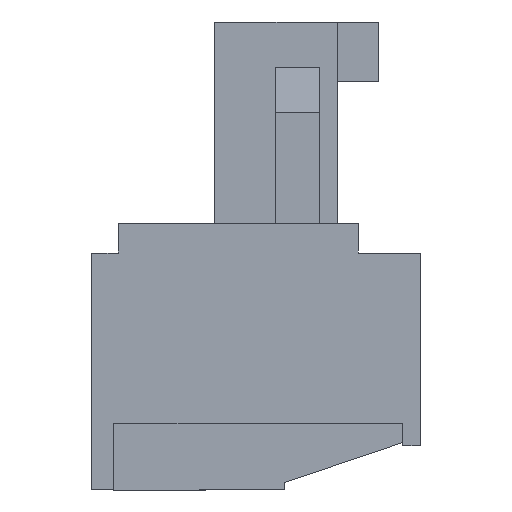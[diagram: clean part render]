
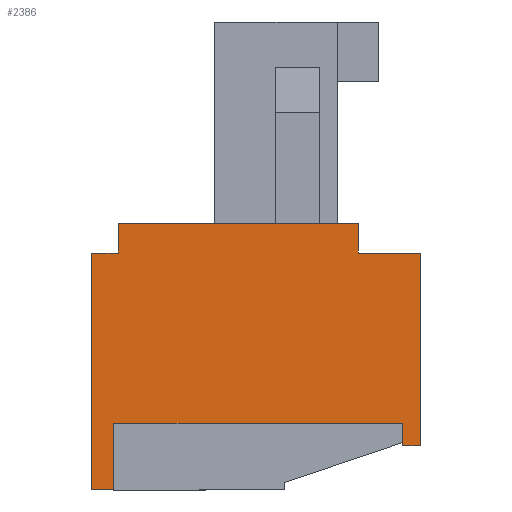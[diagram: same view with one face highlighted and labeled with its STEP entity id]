
A CAD part, left-side view. The second image highlights one B-rep face of the part: STEP entity #2386.
In plain terms, the highlighted planar face has unit normal (-1, 0, 0).
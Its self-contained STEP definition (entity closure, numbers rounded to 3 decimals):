
#2386 = ADVANCED_FACE( '', ( #5702 ), #5703, .F. );
#5702 = FACE_OUTER_BOUND( '', #10426, .T. );
#5703 = PLANE( '', #10427 );
#10426 = EDGE_LOOP( '', ( #16105, #16106, #16107, #16108, #16109, #16110, #16111, #16112, #16113, #16114, #16115, #16116 ) );
#10427 = AXIS2_PLACEMENT_3D( '', #16117, #16118, #16119 );
#16105 = ORIENTED_EDGE( '', *, *, #28881, .F. );
#16106 = ORIENTED_EDGE( '', *, *, #28882, .F. );
#16107 = ORIENTED_EDGE( '', *, *, #28883, .F. );
#16108 = ORIENTED_EDGE( '', *, *, #28884, .F. );
#16109 = ORIENTED_EDGE( '', *, *, #28104, .F. );
#16110 = ORIENTED_EDGE( '', *, *, #28885, .F. );
#16111 = ORIENTED_EDGE( '', *, *, #28886, .F. );
#16112 = ORIENTED_EDGE( '', *, *, #28887, .F. );
#16113 = ORIENTED_EDGE( '', *, *, #28888, .F. );
#16114 = ORIENTED_EDGE( '', *, *, #28889, .F. );
#16115 = ORIENTED_EDGE( '', *, *, #28890, .F. );
#16116 = ORIENTED_EDGE( '', *, *, #28891, .F. );
#16117 = CARTESIAN_POINT( '', ( -36.195, 0., 0. ) );
#16118 = DIRECTION( '', ( 1., 0., 0. ) );
#16119 = DIRECTION( '', ( 0., 0., -1. ) );
#28104 = EDGE_CURVE( '', #33500, #33483, #33502, .T. );
#28881 = EDGE_CURVE( '', #34876, #34877, #34878, .T. );
#28882 = EDGE_CURVE( '', #34879, #34876, #34880, .T. );
#28883 = EDGE_CURVE( '', #34881, #34879, #34882, .T. );
#28884 = EDGE_CURVE( '', #33483, #34881, #34883, .T. );
#28885 = EDGE_CURVE( '', #34884, #33500, #34885, .T. );
#28886 = EDGE_CURVE( '', #34886, #34884, #34887, .T. );
#28887 = EDGE_CURVE( '', #34888, #34886, #34889, .T. );
#28888 = EDGE_CURVE( '', #34890, #34888, #34891, .T. );
#28889 = EDGE_CURVE( '', #34892, #34890, #34893, .T. );
#28890 = EDGE_CURVE( '', #34894, #34892, #34895, .T. );
#28891 = EDGE_CURVE( '', #34877, #34894, #34896, .T. );
#33483 = VERTEX_POINT( '', #41410 );
#33500 = VERTEX_POINT( '', #41436 );
#33502 = LINE( '', #41439, #41440 );
#34876 = VERTEX_POINT( '', #43401 );
#34877 = VERTEX_POINT( '', #43402 );
#34878 = LINE( '', #43403, #43404 );
#34879 = VERTEX_POINT( '', #43405 );
#34880 = LINE( '', #43406, #43407 );
#34881 = VERTEX_POINT( '', #43408 );
#34882 = LINE( '', #43409, #43410 );
#34883 = LINE( '', #43411, #43412 );
#34884 = VERTEX_POINT( '', #43413 );
#34885 = LINE( '', #43414, #43415 );
#34886 = VERTEX_POINT( '', #43416 );
#34887 = LINE( '', #43417, #43418 );
#34888 = VERTEX_POINT( '', #43419 );
#34889 = LINE( '', #43420, #43421 );
#34890 = VERTEX_POINT( '', #43422 );
#34891 = LINE( '', #43423, #43424 );
#34892 = VERTEX_POINT( '', #43425 );
#34893 = LINE( '', #43426, #43427 );
#34894 = VERTEX_POINT( '', #43428 );
#34895 = LINE( '', #43429, #43430 );
#34896 = LINE( '', #43431, #43432 );
#41410 = CARTESIAN_POINT( '', ( -36.195, 4.05, 4. ) );
#41436 = CARTESIAN_POINT( '', ( -36.195, 4.95, 4. ) );
#41439 = CARTESIAN_POINT( '', ( -36.195, 4.95, 4. ) );
#41440 = VECTOR( '', #52351, 1000. );
#43401 = CARTESIAN_POINT( '', ( -36.195, -4.05, 4. ) );
#43402 = CARTESIAN_POINT( '', ( -36.195, -6.15, 4. ) );
#43403 = CARTESIAN_POINT( '', ( -36.195, -4.05, 4. ) );
#43404 = VECTOR( '', #53085, 1000. );
#43405 = CARTESIAN_POINT( '', ( -36.195, -4.05, 5. ) );
#43406 = CARTESIAN_POINT( '', ( -36.195, -4.05, 5. ) );
#43407 = VECTOR( '', #53086, 1000. );
#43408 = CARTESIAN_POINT( '', ( -36.195, 4.05, 5. ) );
#43409 = CARTESIAN_POINT( '', ( -36.195, 4.05, 5. ) );
#43410 = VECTOR( '', #53087, 1000. );
#43411 = CARTESIAN_POINT( '', ( -36.195, 4.05, 4. ) );
#43412 = VECTOR( '', #53088, 1000. );
#43413 = CARTESIAN_POINT( '', ( -36.195, 4.95, -4. ) );
#43414 = CARTESIAN_POINT( '', ( -36.195, 4.95, -4. ) );
#43415 = VECTOR( '', #53089, 1000. );
#43416 = CARTESIAN_POINT( '', ( -36.195, 4.2, -4. ) );
#43417 = CARTESIAN_POINT( '', ( -36.195, 4.2, -4. ) );
#43418 = VECTOR( '', #53090, 1000. );
#43419 = CARTESIAN_POINT( '', ( -36.195, 4.2, -1.75 ) );
#43420 = CARTESIAN_POINT( '', ( -36.195, 4.2, -1.75 ) );
#43421 = VECTOR( '', #53091, 1000. );
#43422 = CARTESIAN_POINT( '', ( -36.195, -5.55, -1.75 ) );
#43423 = CARTESIAN_POINT( '', ( -36.195, -5.55, -1.75 ) );
#43424 = VECTOR( '', #53092, 1000. );
#43425 = CARTESIAN_POINT( '', ( -36.195, -5.55, -2.5 ) );
#43426 = CARTESIAN_POINT( '', ( -36.195, -5.55, -2.5 ) );
#43427 = VECTOR( '', #53093, 1000. );
#43428 = CARTESIAN_POINT( '', ( -36.195, -6.15, -2.5 ) );
#43429 = CARTESIAN_POINT( '', ( -36.195, -6.15, -2.5 ) );
#43430 = VECTOR( '', #53094, 1000. );
#43431 = CARTESIAN_POINT( '', ( -36.195, -6.15, 4. ) );
#43432 = VECTOR( '', #53095, 1000. );
#52351 = DIRECTION( '', ( 0., -1., 0. ) );
#53085 = DIRECTION( '', ( 0., -1., 0. ) );
#53086 = DIRECTION( '', ( 0., 0., -1. ) );
#53087 = DIRECTION( '', ( 0., -1., 0. ) );
#53088 = DIRECTION( '', ( 0., 0., 1. ) );
#53089 = DIRECTION( '', ( 0., 0., 1. ) );
#53090 = DIRECTION( '', ( 0., 1., 0. ) );
#53091 = DIRECTION( '', ( 0., 0., -1. ) );
#53092 = DIRECTION( '', ( 0., 1., 0. ) );
#53093 = DIRECTION( '', ( 0., 0., 1. ) );
#53094 = DIRECTION( '', ( 0., 1., 0. ) );
#53095 = DIRECTION( '', ( 0., 0., -1. ) );
